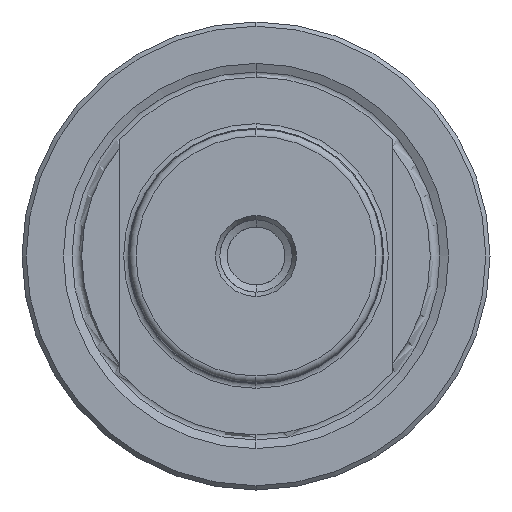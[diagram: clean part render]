
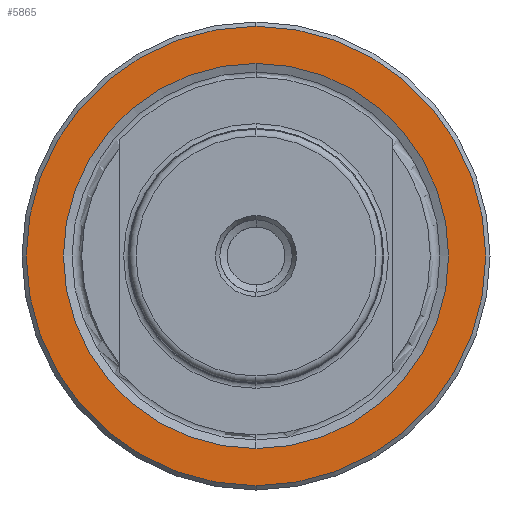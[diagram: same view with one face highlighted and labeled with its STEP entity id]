
A CAD part, left-side view. The second image highlights one B-rep face of the part: STEP entity #5865.
In plain terms, the highlighted planar face has unit normal (-1, 0, 0).
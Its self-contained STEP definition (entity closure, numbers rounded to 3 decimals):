
#293 = EDGE_LOOP ( 'NONE', ( #1297, #3248 ) ) ;
#752 = CIRCLE ( 'NONE', #9632, 22.632 ) ;
#1035 = CIRCLE ( 'NONE', #4230, 22.632 ) ;
#1297 = ORIENTED_EDGE ( 'NONE', *, *, #2653, .T. ) ;
#1311 = EDGE_CURVE ( 'NONE', #4890, #3782, #6450, .T. ) ;
#1529 = AXIS2_PLACEMENT_3D ( 'NONE', #10263, #1622, #7142 ) ;
#1622 = DIRECTION ( 'NONE',  ( 1., 0., 0. ) ) ;
#2361 = CARTESIAN_POINT ( 'NONE',  ( 30., 0., -22.632 ) ) ;
#2653 = EDGE_CURVE ( 'NONE', #3782, #4890, #10150, .T. ) ;
#2788 = EDGE_CURVE ( 'NONE', #10130, #8040, #752, .T. ) ;
#3108 = CARTESIAN_POINT ( 'NONE',  ( 30., 0., 0. ) ) ;
#3248 = ORIENTED_EDGE ( 'NONE', *, *, #1311, .T. ) ;
#3407 = ORIENTED_EDGE ( 'NONE', *, *, #5177, .F. ) ;
#3601 = CARTESIAN_POINT ( 'NONE',  ( 30., 0., 0. ) ) ;
#3782 = VERTEX_POINT ( 'NONE', #4185 ) ;
#3837 = AXIS2_PLACEMENT_3D ( 'NONE', #8630, #8622, #8614 ) ;
#3913 = DIRECTION ( 'NONE',  ( 0., 0., 1. ) ) ;
#4185 = CARTESIAN_POINT ( 'NONE',  ( 30., 0., -27. ) ) ;
#4230 = AXIS2_PLACEMENT_3D ( 'NONE', #3108, #8625, #3913 ) ;
#4328 = DIRECTION ( 'NONE',  ( -1., 0., 0. ) ) ;
#4363 = DIRECTION ( 'NONE',  ( 0., 0., 1. ) ) ;
#4502 = FACE_OUTER_BOUND ( 'NONE', #293, .T. ) ;
#4554 = CARTESIAN_POINT ( 'NONE',  ( 30., 0., 22.632 ) ) ;
#4890 = VERTEX_POINT ( 'NONE', #6660 ) ;
#5177 = EDGE_CURVE ( 'NONE', #8040, #10130, #1035, .T. ) ;
#5865 = ADVANCED_FACE ( 'NONE', ( #8185, #4502 ), #8679, .F. ) ;
#6450 = CIRCLE ( 'NONE', #10113, 27. ) ;
#6660 = CARTESIAN_POINT ( 'NONE',  ( 30., 0., 27. ) ) ;
#7133 = DIRECTION ( 'NONE',  ( 0., 0., 1. ) ) ;
#7142 = DIRECTION ( 'NONE',  ( 0., 0., -1. ) ) ;
#7159 = DIRECTION ( 'NONE',  ( -1., 0., 0. ) ) ;
#7169 = CARTESIAN_POINT ( 'NONE',  ( 30., 0., 0. ) ) ;
#8040 = VERTEX_POINT ( 'NONE', #4554 ) ;
#8185 = FACE_BOUND ( 'NONE', #8328, .T. ) ;
#8328 = EDGE_LOOP ( 'NONE', ( #3407, #10020 ) ) ;
#8614 = DIRECTION ( 'NONE',  ( 0., 0., 1. ) ) ;
#8622 = DIRECTION ( 'NONE',  ( -1., 0., 0. ) ) ;
#8625 = DIRECTION ( 'NONE',  ( -1., 0., 0. ) ) ;
#8630 = CARTESIAN_POINT ( 'NONE',  ( 30., 0., 0. ) ) ;
#8679 = PLANE ( 'NONE',  #1529 ) ;
#9632 = AXIS2_PLACEMENT_3D ( 'NONE', #7169, #7159, #7133 ) ;
#10020 = ORIENTED_EDGE ( 'NONE', *, *, #2788, .F. ) ;
#10113 = AXIS2_PLACEMENT_3D ( 'NONE', #3601, #4328, #4363 ) ;
#10130 = VERTEX_POINT ( 'NONE', #2361 ) ;
#10150 = CIRCLE ( 'NONE', #3837, 27. ) ;
#10263 = CARTESIAN_POINT ( 'NONE',  ( 30., -22.632, 0. ) ) ;
